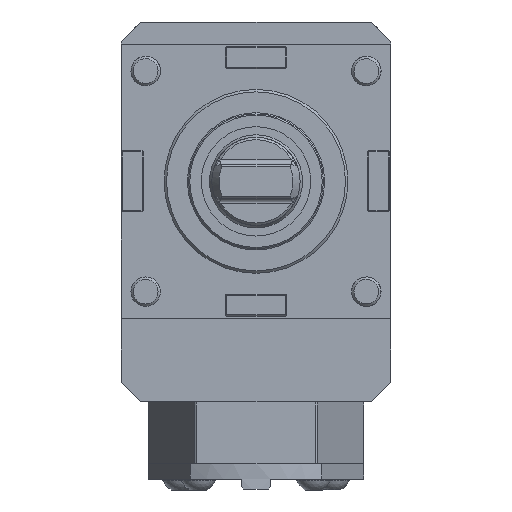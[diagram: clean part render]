
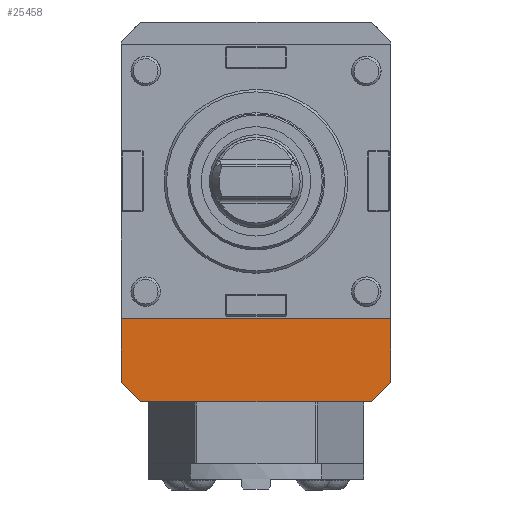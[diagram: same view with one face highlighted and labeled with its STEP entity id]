
A CAD part, front view. The second image highlights one B-rep face of the part: STEP entity #25458.
In plain terms, the highlighted planar face has unit normal (0, -1, 0).
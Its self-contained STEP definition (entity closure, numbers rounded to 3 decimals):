
#628 = LINE ( 'NONE', #11546, #27289 ) ;
#855 = EDGE_CURVE ( 'NONE', #22698, #16639, #5577, .T. ) ;
#1067 = AXIS2_PLACEMENT_3D ( 'NONE', #24948, #9672, #4928 ) ;
#3118 = CARTESIAN_POINT ( 'NONE',  ( 47., 0.5, -90. ) ) ;
#3619 = LINE ( 'NONE', #21454, #4214 ) ;
#3627 = DIRECTION ( 'NONE',  ( -1., 0., 0. ) ) ;
#3757 = VERTEX_POINT ( 'NONE', #18875 ) ;
#3907 = LINE ( 'NONE', #28189, #4064 ) ;
#4064 = VECTOR ( 'NONE', #8047, 1000. ) ;
#4214 = VECTOR ( 'NONE', #19578, 1000. ) ;
#4287 = VERTEX_POINT ( 'NONE', #15054 ) ;
#4695 = EDGE_CURVE ( 'NONE', #28481, #22698, #8259, .T. ) ;
#4920 = VECTOR ( 'NONE', #3627, 1000. ) ;
#4928 = DIRECTION ( 'NONE',  ( 0., 0., -1. ) ) ;
#5577 = LINE ( 'NONE', #25442, #4920 ) ;
#5780 = ORIENTED_EDGE ( 'NONE', *, *, #10504, .T. ) ;
#5911 = DIRECTION ( 'NONE',  ( -0.707, 0., -0.707 ) ) ;
#6982 = VERTEX_POINT ( 'NONE', #18948 ) ;
#7160 = ORIENTED_EDGE ( 'NONE', *, *, #18690, .T. ) ;
#7431 = PLANE ( 'NONE',  #1067 ) ;
#7472 = CARTESIAN_POINT ( 'NONE',  ( 55., 0.5, -82. ) ) ;
#8047 = DIRECTION ( 'NONE',  ( -0.707, 0., 0.707 ) ) ;
#8259 = LINE ( 'NONE', #10478, #26763 ) ;
#9672 = DIRECTION ( 'NONE',  ( 0., -1., 0. ) ) ;
#10478 = CARTESIAN_POINT ( 'NONE',  ( 47., 0.5, -90. ) ) ;
#10504 = EDGE_CURVE ( 'NONE', #3757, #6982, #628, .T. ) ;
#11546 = CARTESIAN_POINT ( 'NONE',  ( -55., 0.5, -94.567 ) ) ;
#14254 = ORIENTED_EDGE ( 'NONE', *, *, #26988, .F. ) ;
#14777 = EDGE_CURVE ( 'NONE', #4287, #3757, #3619, .T. ) ;
#15054 = CARTESIAN_POINT ( 'NONE',  ( 55., 0.5, -56. ) ) ;
#16639 = VERTEX_POINT ( 'NONE', #18449 ) ;
#16796 = EDGE_LOOP ( 'NONE', ( #25651, #5780, #14254, #28556, #28777, #7160 ) ) ;
#16866 = CARTESIAN_POINT ( 'NONE',  ( 55., 0.5, -94.567 ) ) ;
#18383 = FACE_OUTER_BOUND ( 'NONE', #16796, .T. ) ;
#18449 = CARTESIAN_POINT ( 'NONE',  ( -47., 0.5, -90. ) ) ;
#18690 = EDGE_CURVE ( 'NONE', #28481, #4287, #20915, .T. ) ;
#18875 = CARTESIAN_POINT ( 'NONE',  ( -55., 0.5, -56. ) ) ;
#18948 = CARTESIAN_POINT ( 'NONE',  ( -55., 0.5, -82. ) ) ;
#19578 = DIRECTION ( 'NONE',  ( -1., 0., 0. ) ) ;
#20915 = LINE ( 'NONE', #16866, #23414 ) ;
#21454 = CARTESIAN_POINT ( 'NONE',  ( -55., 0.5, -56. ) ) ;
#22698 = VERTEX_POINT ( 'NONE', #3118 ) ;
#23250 = DIRECTION ( 'NONE',  ( 0., 0., 1. ) ) ;
#23414 = VECTOR ( 'NONE', #23250, 1000. ) ;
#24948 = CARTESIAN_POINT ( 'NONE',  ( 0., 0.5, 0. ) ) ;
#25442 = CARTESIAN_POINT ( 'NONE',  ( -55., 0.5, -90. ) ) ;
#25458 = ADVANCED_FACE ( 'Defeature completata1_183', ( #18383 ), #7431, .T. ) ;
#25651 = ORIENTED_EDGE ( 'NONE', *, *, #14777, .T. ) ;
#26763 = VECTOR ( 'NONE', #5911, 1000. ) ;
#26988 = EDGE_CURVE ( 'NONE', #16639, #6982, #3907, .T. ) ;
#27259 = DIRECTION ( 'NONE',  ( 0., 0., -1. ) ) ;
#27289 = VECTOR ( 'NONE', #27259, 1000. ) ;
#28189 = CARTESIAN_POINT ( 'NONE',  ( -55., 0.5, -82. ) ) ;
#28481 = VERTEX_POINT ( 'NONE', #7472 ) ;
#28556 = ORIENTED_EDGE ( 'NONE', *, *, #855, .F. ) ;
#28777 = ORIENTED_EDGE ( 'NONE', *, *, #4695, .F. ) ;
